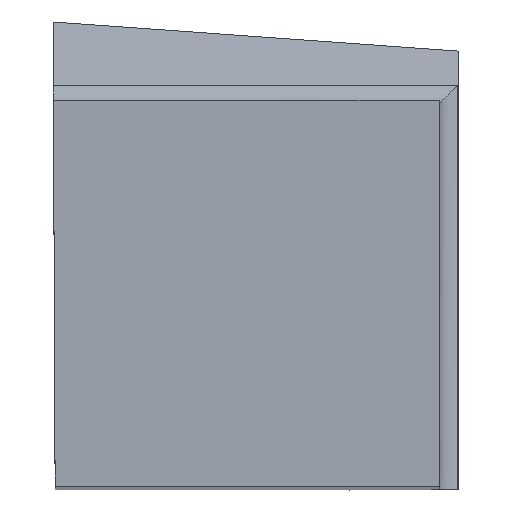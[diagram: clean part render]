
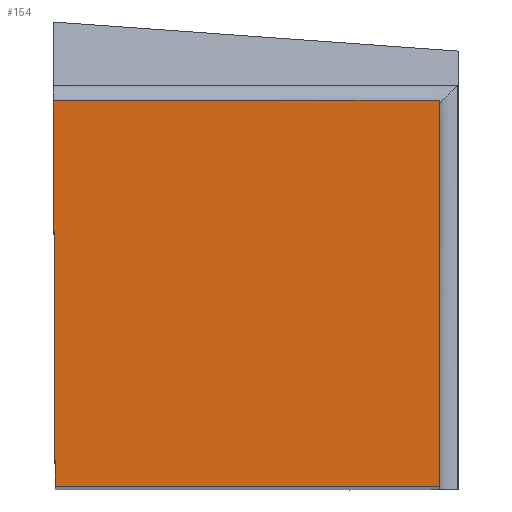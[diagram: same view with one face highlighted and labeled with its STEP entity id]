
A CAD part, top view. The second image highlights one B-rep face of the part: STEP entity #154.
In plain terms, the highlighted planar face has unit normal (0, 0, 1).
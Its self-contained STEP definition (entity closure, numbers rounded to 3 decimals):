
#123=FACE_OUTER_BOUND('',#340,.T.);
#154=ADVANCED_FACE('SHANK_FACE_BACK',(#123),#182,.F.);
#182=PLANE('',#768);
#215=LINE('',#1125,#274);
#236=LINE('',#1171,#295);
#238=LINE('',#1177,#297);
#239=LINE('',#1179,#298);
#274=VECTOR('',#874,1.);
#295=VECTOR('',#913,1.);
#297=VECTOR('',#919,1.);
#298=VECTOR('',#920,1.);
#340=EDGE_LOOP('',(#459,#460,#461,#462));
#459=ORIENTED_EDGE('',*,*,#630,.F.);
#460=ORIENTED_EDGE('',*,*,#606,.T.);
#461=ORIENTED_EDGE('',*,*,#633,.T.);
#462=ORIENTED_EDGE('',*,*,#634,.F.);
#543=VERTEX_POINT('',#1124);
#544=VERTEX_POINT('',#1126);
#560=VERTEX_POINT('',#1172);
#562=VERTEX_POINT('',#1178);
#606=EDGE_CURVE('',#544,#543,#215,.T.);
#630=EDGE_CURVE('',#544,#560,#236,.T.);
#633=EDGE_CURVE('',#543,#562,#238,.T.);
#634=EDGE_CURVE('',#560,#562,#239,.T.);
#768=AXIS2_PLACEMENT_3D('',#1180,#921,#922);
#874=DIRECTION('',(1.,0.,0.));
#913=DIRECTION('',(-0.004,1.,0.));
#919=DIRECTION('',(0.,1.,0.));
#920=DIRECTION('',(1.,0.,0.));
#921=DIRECTION('',(0.,0.,-1.));
#922=DIRECTION('',(-0.997,0.074,0.));
#1124=CARTESIAN_POINT('',(24.875,0.,0.));
#1125=CARTESIAN_POINT('',(-6.744,0.,0.));
#1126=CARTESIAN_POINT('',(0.109,0.,0.));
#1171=CARTESIAN_POINT('',(0.808,-160.194,0.));
#1172=CARTESIAN_POINT('',(0.,24.875,0.));
#1177=CARTESIAN_POINT('',(24.875,-6.744,0.));
#1178=CARTESIAN_POINT('',(24.875,24.875,0.));
#1179=CARTESIAN_POINT('',(-6.744,24.875,0.));
#1180=CARTESIAN_POINT('',(0.,0.,0.));
